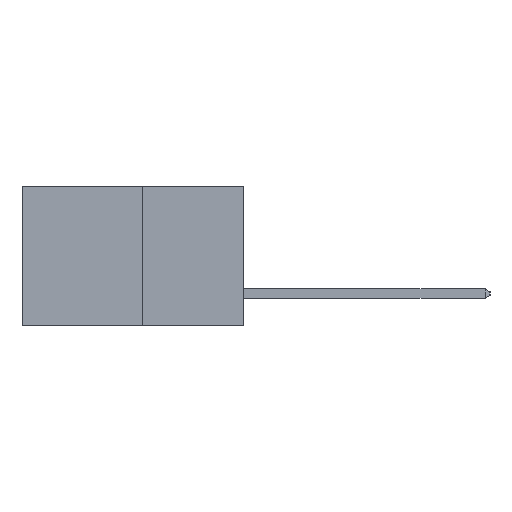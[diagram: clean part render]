
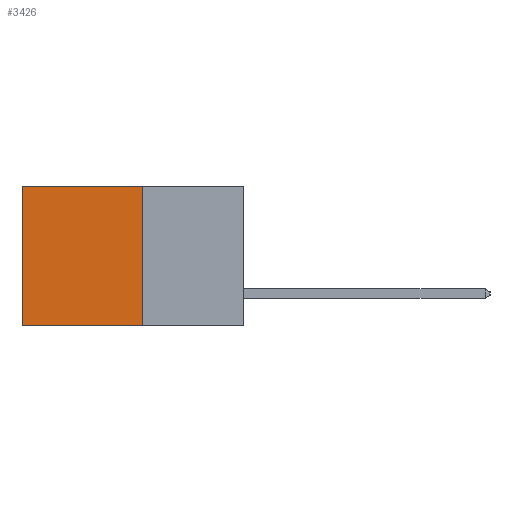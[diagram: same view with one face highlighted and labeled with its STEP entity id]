
A CAD part, left-side view. The second image highlights one B-rep face of the part: STEP entity #3426.
In plain terms, the highlighted planar face has unit normal (-1, 0, 0).
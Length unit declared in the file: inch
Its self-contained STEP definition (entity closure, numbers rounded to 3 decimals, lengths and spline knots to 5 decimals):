
#83 = DIRECTION ( 'NONE',  ( 0., 0., -1. ) ) ;
#104 = ORIENTED_EDGE ( 'NONE', *, *, #2853, .F. ) ;
#116 = CARTESIAN_POINT ( 'NONE',  ( 0.277, 0.27, -0.37 ) ) ;
#414 = EDGE_CURVE ( 'NONE', #7010, #4090, #4844, .T. ) ;
#445 = EDGE_CURVE ( 'NONE', #11472, #4090, #11410, .T. ) ;
#470 = ORIENTED_EDGE ( 'NONE', *, *, #9722, .T. ) ;
#2176 = VECTOR ( 'NONE', #5932, 39.37008 ) ;
#2220 = CARTESIAN_POINT ( 'NONE',  ( 0.277, 0.27, 0. ) ) ;
#2317 = CARTESIAN_POINT ( 'NONE',  ( 0.277, 0.27, -0.37 ) ) ;
#2425 = VECTOR ( 'NONE', #4921, 39.37008 ) ;
#2698 = DIRECTION ( 'NONE',  ( 0., 1., 0. ) ) ;
#2711 = CARTESIAN_POINT ( 'NONE',  ( 0.277, 0.27, 0. ) ) ;
#2853 = EDGE_CURVE ( 'NONE', #5307, #11472, #11479, .T. ) ;
#3426 = ADVANCED_FACE ( 'NONE', ( #6182 ), #10388, .F. ) ;
#3978 = DIRECTION ( 'NONE',  ( 1., 0., 0. ) ) ;
#4090 = VERTEX_POINT ( 'NONE', #8663 ) ;
#4844 = LINE ( 'NONE', #6731, #9198 ) ;
#4921 = DIRECTION ( 'NONE',  ( 0., 0., -1. ) ) ;
#4931 = CARTESIAN_POINT ( 'NONE',  ( 0.277, 0.59, 0. ) ) ;
#5307 = VERTEX_POINT ( 'NONE', #2711 ) ;
#5712 = CARTESIAN_POINT ( 'NONE',  ( 0.277, 0.27, -0.37 ) ) ;
#5932 = DIRECTION ( 'NONE',  ( 0., 1., 0. ) ) ;
#6055 = AXIS2_PLACEMENT_3D ( 'NONE', #9094, #3978, #83 ) ;
#6182 = FACE_OUTER_BOUND ( 'NONE', #9012, .T. ) ;
#6731 = CARTESIAN_POINT ( 'NONE',  ( 0.277, 0.59, -0.37 ) ) ;
#6934 = DIRECTION ( 'NONE',  ( 0., 0., -1. ) ) ;
#7010 = VERTEX_POINT ( 'NONE', #4931 ) ;
#7095 = LINE ( 'NONE', #2220, #2176 ) ;
#7349 = ORIENTED_EDGE ( 'NONE', *, *, #445, .F. ) ;
#8516 = ORIENTED_EDGE ( 'NONE', *, *, #414, .T. ) ;
#8663 = CARTESIAN_POINT ( 'NONE',  ( 0.277, 0.59, -0.37 ) ) ;
#9012 = EDGE_LOOP ( 'NONE', ( #8516, #7349, #104, #470 ) ) ;
#9094 = CARTESIAN_POINT ( 'NONE',  ( 0.277, 0.27, -0.37 ) ) ;
#9198 = VECTOR ( 'NONE', #6934, 39.37008 ) ;
#9722 = EDGE_CURVE ( 'NONE', #5307, #7010, #7095, .T. ) ;
#10388 = PLANE ( 'NONE',  #6055 ) ;
#11143 = VECTOR ( 'NONE', #2698, 39.37008 ) ;
#11410 = LINE ( 'NONE', #2317, #11143 ) ;
#11472 = VERTEX_POINT ( 'NONE', #116 ) ;
#11479 = LINE ( 'NONE', #5712, #2425 ) ;
